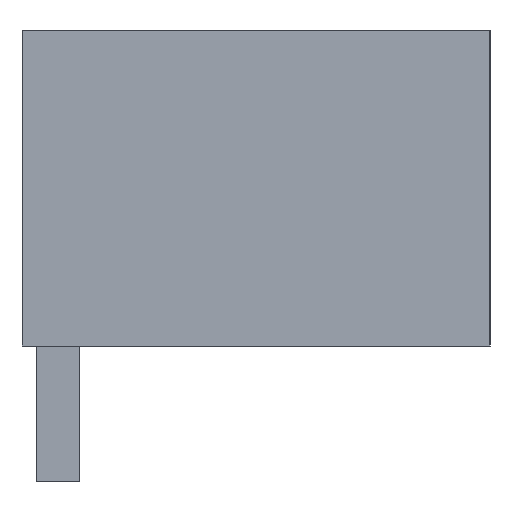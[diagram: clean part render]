
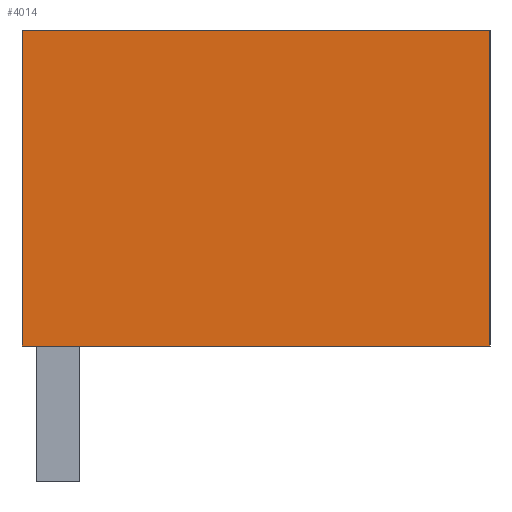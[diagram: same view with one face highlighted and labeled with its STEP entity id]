
A CAD part, left-side view. The second image highlights one B-rep face of the part: STEP entity #4014.
In plain terms, the highlighted planar face has unit normal (-1, 0, 0).
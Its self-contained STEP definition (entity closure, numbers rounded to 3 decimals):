
#4001=AXIS2_PLACEMENT_3D('Plane Axis2P3D',#3998,#3999,#4000) ;
#1256=CARTESIAN_POINT('Vertex',(0.,11.05,3.2)) ;
#1259=CARTESIAN_POINT('Line Origine',(0.,11.05,6.925)) ;
#1263=CARTESIAN_POINT('Vertex',(0.,11.05,10.65)) ;
#1607=CARTESIAN_POINT('Line Origine',(0.,5.525,3.2)) ;
#1611=CARTESIAN_POINT('Vertex',(0.,0.,3.2)) ;
#3170=CARTESIAN_POINT('Line Origine',(0.,5.525,10.65)) ;
#3174=CARTESIAN_POINT('Vertex',(0.,0.,10.65)) ;
#3998=CARTESIAN_POINT('Axis2P3D Location',(0.,11.05,0.)) ;
#4003=CARTESIAN_POINT('Line Origine',(0.,0.,6.925)) ;
#1260=DIRECTION('Vector Direction',(0.,0.,-1.)) ;
#1608=DIRECTION('Vector Direction',(0.,1.,0.)) ;
#3171=DIRECTION('Vector Direction',(0.,-1.,0.)) ;
#3999=DIRECTION('Axis2P3D Direction',(-1.,0.,0.)) ;
#4000=DIRECTION('Axis2P3D XDirection',(0.,-1.,0.)) ;
#4004=DIRECTION('Vector Direction',(0.,0.,1.)) ;
#1261=VECTOR('Line Direction',#1260,1.) ;
#1609=VECTOR('Line Direction',#1608,1.) ;
#3172=VECTOR('Line Direction',#3171,1.) ;
#4005=VECTOR('Line Direction',#4004,1.) ;
#4009=ORIENTED_EDGE('',*,*,#1265,.T.) ;
#4010=ORIENTED_EDGE('',*,*,#1613,.T.) ;
#4011=ORIENTED_EDGE('',*,*,#4007,.T.) ;
#4012=ORIENTED_EDGE('',*,*,#3176,.T.) ;
#4014=ADVANCED_FACE('HOUSING',(#4013),#4002,.T.) ;
#1265=EDGE_CURVE('',#1264,#1257,#1262,.T.) ;
#1613=EDGE_CURVE('',#1257,#1612,#1610,.F.) ;
#3176=EDGE_CURVE('',#3175,#1264,#3173,.F.) ;
#4007=EDGE_CURVE('',#1612,#3175,#4006,.T.) ;
#4008=EDGE_LOOP('',(#4009,#4010,#4011,#4012)) ;
#4013=FACE_OUTER_BOUND('',#4008,.T.) ;
#1262=LINE('Line',#1259,#1261) ;
#1610=LINE('Line',#1607,#1609) ;
#3173=LINE('Line',#3170,#3172) ;
#4006=LINE('Line',#4003,#4005) ;
#4002=PLANE('',#4001) ;
#1257=VERTEX_POINT('',#1256) ;
#1264=VERTEX_POINT('',#1263) ;
#1612=VERTEX_POINT('',#1611) ;
#3175=VERTEX_POINT('',#3174) ;
